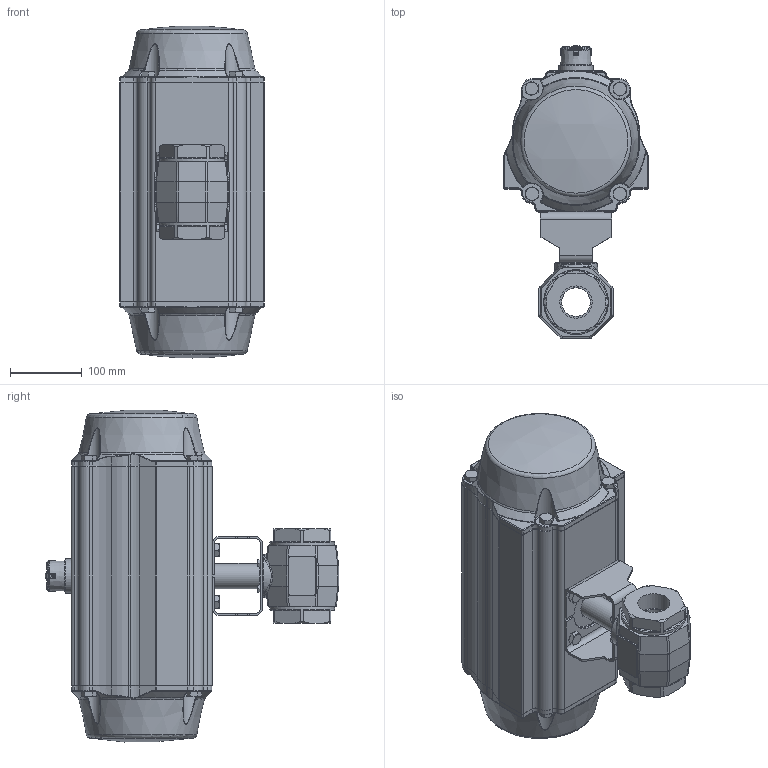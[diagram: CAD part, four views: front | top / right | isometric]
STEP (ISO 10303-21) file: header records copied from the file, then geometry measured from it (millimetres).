
FILE_DESCRIPTION(/* description */ ('Unknown'),/* implementation_level */ '2;1');
FILE_NAME(/* name */ 'FR07 4500_9769-08',/* time_stamp */ '2023-08-17T11:06:55+02:00',/* author */ ('Unknown'),/* organization */ ('Unknown'),/* preprocessor_version */ 'ST-DEVELOPER v18.102',/* originating_system */ 'Solid Edge',/* authorisation */ 'Unknown');
FILE_SCHEMA (('AUTOMOTIVE_DESIGN {1 0 10303 214 3 1 1}'));
Length unit declared in the file: millimetre
Products named in the file (14): FR500-7.500.040_neu; 7.500.040_neu; 49899012_Brücke F10-F05 Höhe 70; DIN 933 M6x12 A2-70 BLK_EDST; DIN 933 M10x22 A2-70 BLK_EDST; 49860400_Spindeladapter Edelstahl_SW22x22x20_Tasche SW17x17x15_BL.89_
ø35; DW08_FR07_(DW682_FR500); ____; ________(___________; _____________; ______; hexagon head bolts--product grade c gb_GB_FASTENER_BOLT_HHBC M12X55-N; cup head nib bolts with large head gb_GB_FASTENER_BOLT_CHNBW M6X25-N; KP-160
Assembly tree (28 placements, depth 4):
  FR500-7.500.040_neu
    7.500.040_neu
    49899012_Brücke F10-F05 Höhe 70
    DIN 933 M6x12 A2-70 BLK_EDST  x4
    DIN 933 M10x22 A2-70 BLK_EDST  x4
    49860400_Spindeladapter Edelstahl_SW22x22x20_Tasche SW17x17x15_BL.89_
ø35
    DW08_FR07_(DW682_FR500)
      ____
        ________(___________  x2
        _____________  x2
        ______
      hexagon head bolts--product grade c gb_GB_FASTENER_BOLT_HHBC M12X55-N  x8
      cup head nib bolts with large head gb_GB_FASTENER_BOLT_CHNBW M6X25-N
      KP-160
Bounding box: 202 x 407.9 x 461.71 mm (x, y, z)
Volume: 14362274 mm3; surface area: 540178.7 mm2
Topology: 26 solids, 26 shells, 1694 faces, 4055 edges, 2441 vertices
Faces by surface type: plane 627, cylinder 448, bspline 253, cone 202, torus 151, sphere 13
Full cylindrical faces by diameter (mm): 3 x16, 3.3 x8, 4.2 x12, 4.66 x1, 4.917 x8, 5 x1, 6 x5, 6.2 x1, 7 x4, 8.5 x4, 10 x8, 10.2 x12, 11 x4, 11.8 x2, 12 x8, 17 x4, 35 x2, 38.5 x1, 39 x1, 40 x1, 44.845 x2, 47.8 x1, 60 x1, 90 x2
Entity records: 47677 total; most frequent: CARTESIAN_POINT 17203, ORIENTED_EDGE 5928, DIRECTION 5795, EDGE_CURVE 2964, AXIS2_PLACEMENT_3D 2284, VERTEX_POINT 1902, FACE_BOUND 1536, EDGE_LOOP 1505
